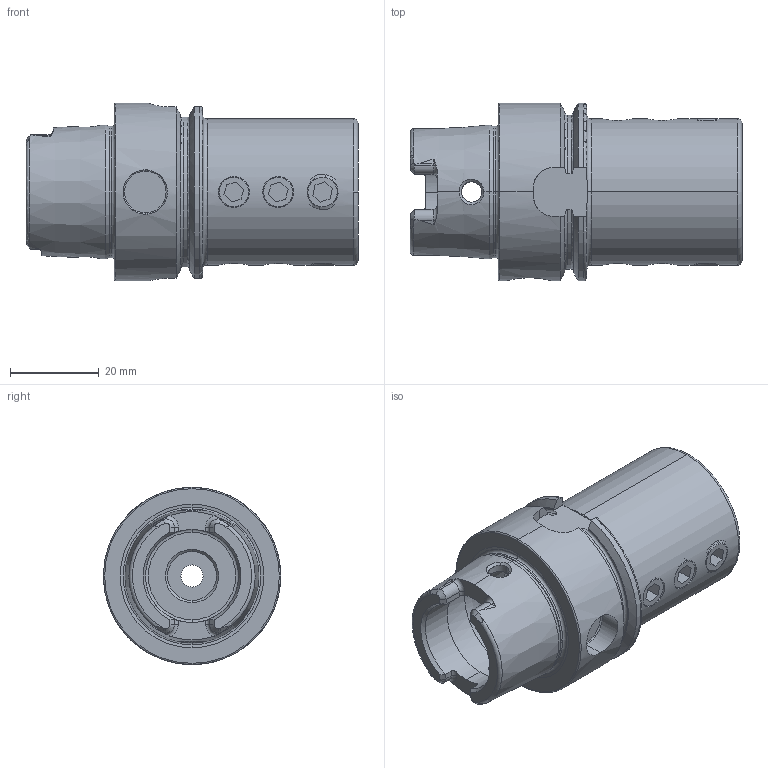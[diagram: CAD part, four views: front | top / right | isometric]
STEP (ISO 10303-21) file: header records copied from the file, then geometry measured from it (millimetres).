
FILE_DESCRIPTION (( 'STEP AP214' ), '1' );
FILE_NAME ('HA4.B12.K01.055.STEP', '2020-09-11T06:55:08', ( '' ), ( '' ), 'SwSTEP 2.0', 'SolidWorks 2017', '' );
FILE_SCHEMA (( 'AUTOMOTIVE_DESIGN' ));
Length unit declared in the file: millimetre
Products named in the file (3): ISO 4026 - M8 x 10_PreviewCfg; HA4.B12.K01.055; HA4-B12.K01.055_C_Fertigbearbeitung
Assembly tree (10 placements, depth 2):
  HA4.B12.K01.055
    HA4-B12.K01.055_C_Fertigbearbeitung
    ISO 4026 - M8 x 10_PreviewCfg  x9
Bounding box: 74.9 x 40 x 40 mm (x, y, z)
Volume: 49955.7 mm3; surface area: 19426.9 mm2
Topology: 10 solids, 10 shells, 319 faces, 803 edges, 505 vertices
Faces by surface type: plane 128, cylinder 86, cone 62, torus 39, bspline 4
Entity records: 8893 total; most frequent: CARTESIAN_POINT 3593, ORIENTED_EDGE 1094, DIRECTION 976, EDGE_CURVE 547, AXIS2_PLACEMENT_3D 392, VERTEX_POINT 345, EDGE_LOOP 216, FACE_OUTER_BOUND 199
